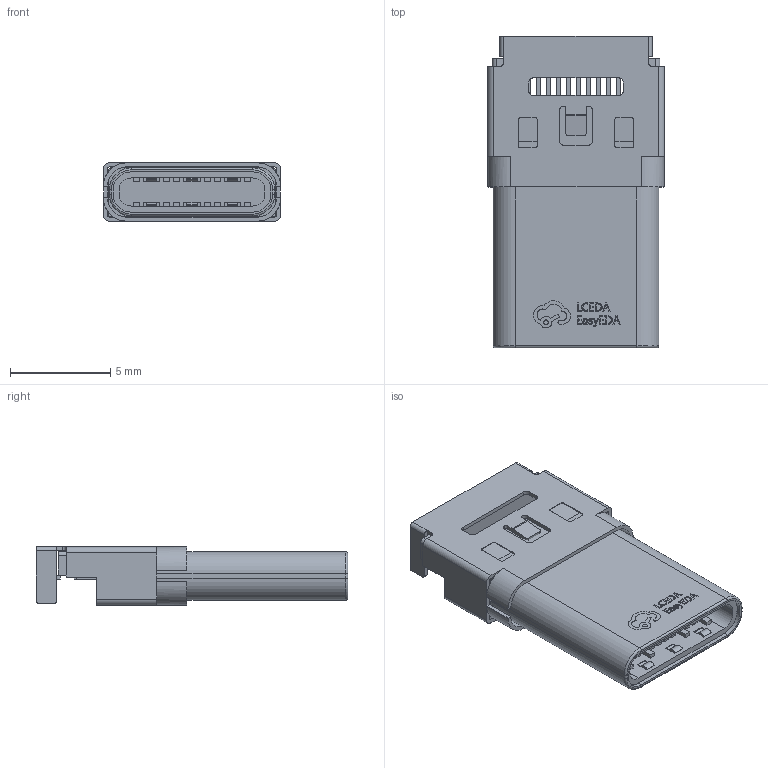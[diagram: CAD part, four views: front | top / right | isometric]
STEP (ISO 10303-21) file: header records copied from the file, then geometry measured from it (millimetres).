
FILE_DESCRIPTION (( 'STEP AP214' ), '1' );
FILE_NAME ('USB-C-SMD_TYPE-C-USB-7.step', '2022-07-15T09:26:28', ( '' ), ( '' ), 'SwSTEP 2.0', 'SolidWorks 2020', '' );
FILE_SCHEMA (( 'AUTOMOTIVE_DESIGN' ));
Length unit declared in the file: millimetre
Products named in the file (1): USB-C-SMD_TYPE-C-USB-7
Bounding box: 8.8 x 15.5 x 2.9 mm (x, y, z)
Volume: 187.7 mm3; surface area: 1194.6 mm2
Topology: 34 solids, 34 shells, 837 faces, 2209 edges, 1442 vertices
Faces by surface type: plane 619, bspline 112, cylinder 102, torus 4
Entity records: 36317 total; most frequent: CARTESIAN_POINT 6617, ORIENTED_EDGE 4418, DIRECTION 3641, EDGE_CURVE 2209, LINE 1757, VECTOR 1757, VERTEX_POINT 1442, AXIS2_PLACEMENT_3D 942
